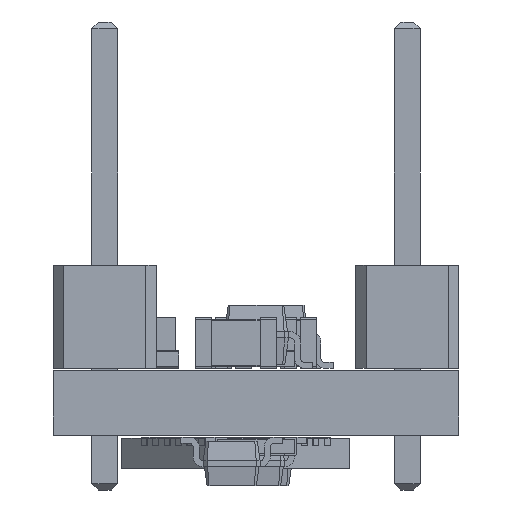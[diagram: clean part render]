
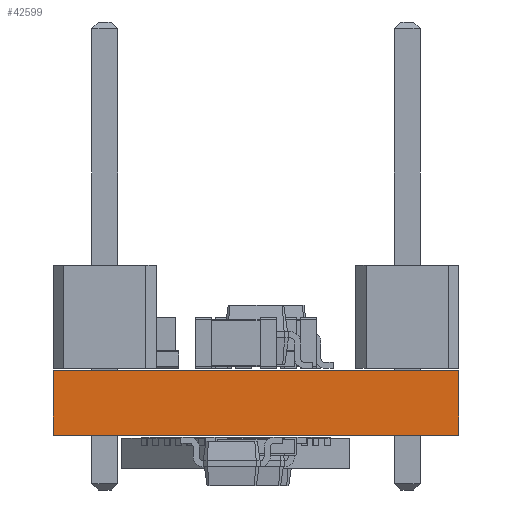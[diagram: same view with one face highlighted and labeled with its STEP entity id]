
A CAD part, left-side view. The second image highlights one B-rep face of the part: STEP entity #42599.
In plain terms, the highlighted planar face has unit normal (-1, 0, 0).
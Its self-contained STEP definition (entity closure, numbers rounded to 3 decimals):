
#42599 = ADVANCED_FACE('',(#42600),#42614,.T.);
#42600 = FACE_BOUND('',#42601,.T.);
#42601 = EDGE_LOOP('',(#42602,#42637,#42665,#42693));
#42602 = ORIENTED_EDGE('',*,*,#42603,.T.);
#42603 = EDGE_CURVE('',#42604,#42606,#42608,.T.);
#42604 = VERTEX_POINT('',#42605);
#42605 = CARTESIAN_POINT('',(32.587,-69.765,0.));
#42606 = VERTEX_POINT('',#42607);
#42607 = CARTESIAN_POINT('',(32.587,-69.765,1.6));
#42608 = SURFACE_CURVE('',#42609,(#42613,#42625),.PCURVE_S1.);
#42609 = LINE('',#42610,#42611);
#42610 = CARTESIAN_POINT('',(32.587,-69.765,0.));
#42611 = VECTOR('',#42612,1.);
#42612 = DIRECTION('',(0.,0.,1.));
#42613 = PCURVE('',#42614,#42619);
#42614 = PLANE('',#42615);
#42615 = AXIS2_PLACEMENT_3D('',#42616,#42617,#42618);
#42616 = CARTESIAN_POINT('',(32.587,-69.765,0.));
#42617 = DIRECTION('',(-1.,0.,0.));
#42618 = DIRECTION('',(0.,1.,0.));
#42619 = DEFINITIONAL_REPRESENTATION('',(#42620),#42624);
#42620 = LINE('',#42621,#42622);
#42621 = CARTESIAN_POINT('',(0.,0.));
#42622 = VECTOR('',#42623,1.);
#42623 = DIRECTION('',(0.,-1.));
#42624 = ( GEOMETRIC_REPRESENTATION_CONTEXT(2) 
PARAMETRIC_REPRESENTATION_CONTEXT() REPRESENTATION_CONTEXT('2D SPACE',''
  ) );
#42625 = PCURVE('',#42626,#42631);
#42626 = PLANE('',#42627);
#42627 = AXIS2_PLACEMENT_3D('',#42628,#42629,#42630);
#42628 = CARTESIAN_POINT('',(103.587,-69.765,0.));
#42629 = DIRECTION('',(0.,-1.,0.));
#42630 = DIRECTION('',(-1.,0.,0.));
#42631 = DEFINITIONAL_REPRESENTATION('',(#42632),#42636);
#42632 = LINE('',#42633,#42634);
#42633 = CARTESIAN_POINT('',(71.,0.));
#42634 = VECTOR('',#42635,1.);
#42635 = DIRECTION('',(0.,-1.));
#42636 = ( GEOMETRIC_REPRESENTATION_CONTEXT(2) 
PARAMETRIC_REPRESENTATION_CONTEXT() REPRESENTATION_CONTEXT('2D SPACE',''
  ) );
#42637 = ORIENTED_EDGE('',*,*,#42638,.T.);
#42638 = EDGE_CURVE('',#42606,#42639,#42641,.T.);
#42639 = VERTEX_POINT('',#42640);
#42640 = CARTESIAN_POINT('',(32.587,-59.765,1.6));
#42641 = SURFACE_CURVE('',#42642,(#42646,#42653),.PCURVE_S1.);
#42642 = LINE('',#42643,#42644);
#42643 = CARTESIAN_POINT('',(32.587,-69.765,1.6));
#42644 = VECTOR('',#42645,1.);
#42645 = DIRECTION('',(0.,1.,0.));
#42646 = PCURVE('',#42614,#42647);
#42647 = DEFINITIONAL_REPRESENTATION('',(#42648),#42652);
#42648 = LINE('',#42649,#42650);
#42649 = CARTESIAN_POINT('',(0.,-1.6));
#42650 = VECTOR('',#42651,1.);
#42651 = DIRECTION('',(1.,0.));
#42652 = ( GEOMETRIC_REPRESENTATION_CONTEXT(2) 
PARAMETRIC_REPRESENTATION_CONTEXT() REPRESENTATION_CONTEXT('2D SPACE',''
  ) );
#42653 = PCURVE('',#42654,#42659);
#42654 = PLANE('',#42655);
#42655 = AXIS2_PLACEMENT_3D('',#42656,#42657,#42658);
#42656 = CARTESIAN_POINT('',(68.087,-64.765,1.6));
#42657 = DIRECTION('',(0.,0.,-1.));
#42658 = DIRECTION('',(-1.,0.,0.));
#42659 = DEFINITIONAL_REPRESENTATION('',(#42660),#42664);
#42660 = LINE('',#42661,#42662);
#42661 = CARTESIAN_POINT('',(35.5,-5.));
#42662 = VECTOR('',#42663,1.);
#42663 = DIRECTION('',(0.,1.));
#42664 = ( GEOMETRIC_REPRESENTATION_CONTEXT(2) 
PARAMETRIC_REPRESENTATION_CONTEXT() REPRESENTATION_CONTEXT('2D SPACE',''
  ) );
#42665 = ORIENTED_EDGE('',*,*,#42666,.F.);
#42666 = EDGE_CURVE('',#42667,#42639,#42669,.T.);
#42667 = VERTEX_POINT('',#42668);
#42668 = CARTESIAN_POINT('',(32.587,-59.765,0.));
#42669 = SURFACE_CURVE('',#42670,(#42674,#42681),.PCURVE_S1.);
#42670 = LINE('',#42671,#42672);
#42671 = CARTESIAN_POINT('',(32.587,-59.765,0.));
#42672 = VECTOR('',#42673,1.);
#42673 = DIRECTION('',(0.,0.,1.));
#42674 = PCURVE('',#42614,#42675);
#42675 = DEFINITIONAL_REPRESENTATION('',(#42676),#42680);
#42676 = LINE('',#42677,#42678);
#42677 = CARTESIAN_POINT('',(10.,0.));
#42678 = VECTOR('',#42679,1.);
#42679 = DIRECTION('',(0.,-1.));
#42680 = ( GEOMETRIC_REPRESENTATION_CONTEXT(2) 
PARAMETRIC_REPRESENTATION_CONTEXT() REPRESENTATION_CONTEXT('2D SPACE',''
  ) );
#42681 = PCURVE('',#42682,#42687);
#42682 = PLANE('',#42683);
#42683 = AXIS2_PLACEMENT_3D('',#42684,#42685,#42686);
#42684 = CARTESIAN_POINT('',(32.587,-59.765,0.));
#42685 = DIRECTION('',(0.,1.,0.));
#42686 = DIRECTION('',(1.,0.,0.));
#42687 = DEFINITIONAL_REPRESENTATION('',(#42688),#42692);
#42688 = LINE('',#42689,#42690);
#42689 = CARTESIAN_POINT('',(0.,0.));
#42690 = VECTOR('',#42691,1.);
#42691 = DIRECTION('',(0.,-1.));
#42692 = ( GEOMETRIC_REPRESENTATION_CONTEXT(2) 
PARAMETRIC_REPRESENTATION_CONTEXT() REPRESENTATION_CONTEXT('2D SPACE',''
  ) );
#42693 = ORIENTED_EDGE('',*,*,#42694,.F.);
#42694 = EDGE_CURVE('',#42604,#42667,#42695,.T.);
#42695 = SURFACE_CURVE('',#42696,(#42700,#42707),.PCURVE_S1.);
#42696 = LINE('',#42697,#42698);
#42697 = CARTESIAN_POINT('',(32.587,-69.765,0.));
#42698 = VECTOR('',#42699,1.);
#42699 = DIRECTION('',(0.,1.,0.));
#42700 = PCURVE('',#42614,#42701);
#42701 = DEFINITIONAL_REPRESENTATION('',(#42702),#42706);
#42702 = LINE('',#42703,#42704);
#42703 = CARTESIAN_POINT('',(0.,0.));
#42704 = VECTOR('',#42705,1.);
#42705 = DIRECTION('',(1.,0.));
#42706 = ( GEOMETRIC_REPRESENTATION_CONTEXT(2) 
PARAMETRIC_REPRESENTATION_CONTEXT() REPRESENTATION_CONTEXT('2D SPACE',''
  ) );
#42707 = PCURVE('',#42708,#42713);
#42708 = PLANE('',#42709);
#42709 = AXIS2_PLACEMENT_3D('',#42710,#42711,#42712);
#42710 = CARTESIAN_POINT('',(68.087,-64.765,0.));
#42711 = DIRECTION('',(0.,0.,-1.));
#42712 = DIRECTION('',(-1.,0.,0.));
#42713 = DEFINITIONAL_REPRESENTATION('',(#42714),#42718);
#42714 = LINE('',#42715,#42716);
#42715 = CARTESIAN_POINT('',(35.5,-5.));
#42716 = VECTOR('',#42717,1.);
#42717 = DIRECTION('',(0.,1.));
#42718 = ( GEOMETRIC_REPRESENTATION_CONTEXT(2) 
PARAMETRIC_REPRESENTATION_CONTEXT() REPRESENTATION_CONTEXT('2D SPACE',''
  ) );
